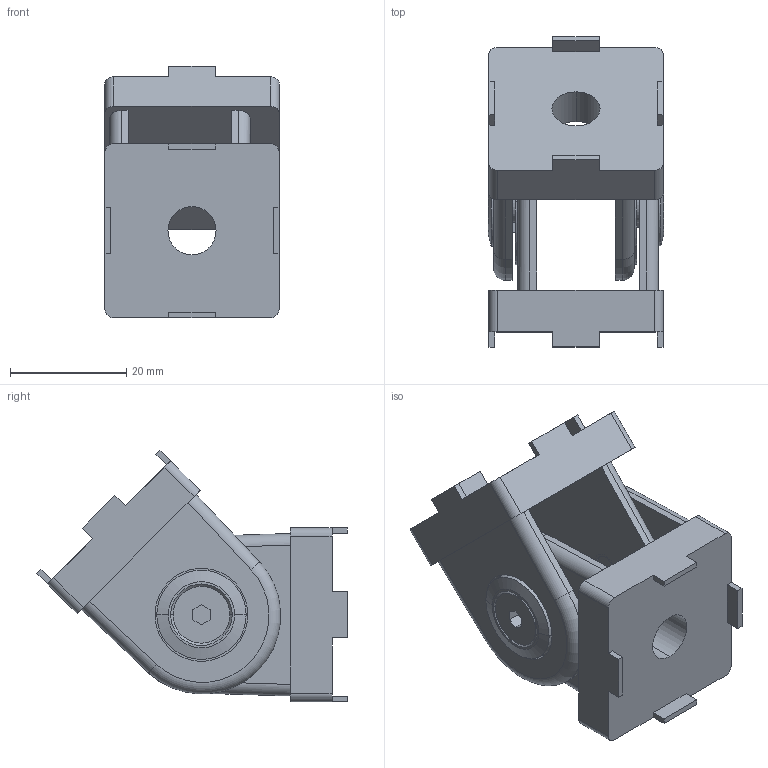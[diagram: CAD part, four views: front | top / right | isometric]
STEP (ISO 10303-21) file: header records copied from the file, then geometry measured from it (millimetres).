
FILE_DESCRIPTION((''),'2;1');
FILE_NAME('11123_ZGLOB_AL_30X30_ASM','2022-09-16T13:45:28',('PredragRovcanin'),('Audax d.o.o.'),'CREO PARAMETRIC BY PTC INC, 2020281','CREO PARAMETRIC BY PTC INC, 2020281','');
FILE_SCHEMA(('AUTOMOTIVE_DESIGN { 1 0 10303 214 1 1 1 1 }'));
Length unit declared in the file: millimetre
Products named in the file (5): 11123_ZGLOB_AL_30X30_A; 11123_ZGLOB_AL_30X30_B; 11123_ZGLOB_AL_30X30_C; 11123_ZGLOB_AL_30X30_D; 11123_ZGLOB_AL_30X30_ASM
Assembly tree (8 placements, depth 2):
  11123_ZGLOB_AL_30X30_ASM
    11123_ZGLOB_AL_30X30_A  x2
    11123_ZGLOB_AL_30X30_B  x2
    11123_ZGLOB_AL_30X30_C  x2
    11123_ZGLOB_AL_30X30_D  x2
Bounding box: 30.2 x 53.45 x 43.35 mm (x, y, z)
Volume: 21566.7 mm3; surface area: 14926.3 mm2
Topology: 8 solids, 10 shells, 238 faces, 603 edges, 430 vertices
Faces by surface type: plane 126, cylinder 92, cone 16, torus 4
Entity records: 6304 total; most frequent: DIRECTION 690, CARTESIAN_POINT 676, ORIENTED_EDGE 572, PRESENTATION_STYLE_ASSIGNMENT 385, STYLED_ITEM 385, COLOUR_RGB 329, CURVE_STYLE 306, EDGE_CURVE 288
